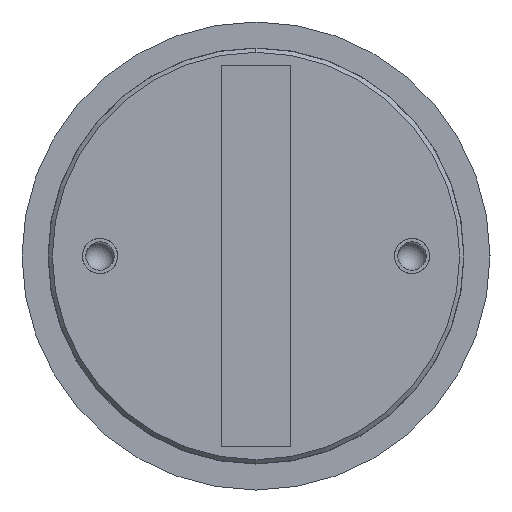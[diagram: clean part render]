
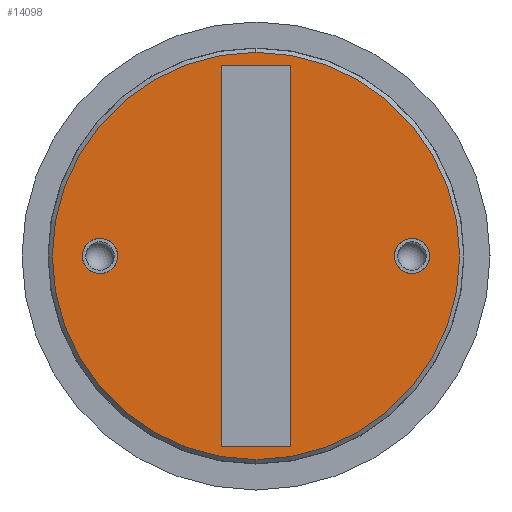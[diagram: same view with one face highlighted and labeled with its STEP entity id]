
A CAD part, left-side view. The second image highlights one B-rep face of the part: STEP entity #14098.
In plain terms, the highlighted planar face has unit normal (-1, 0, 0).
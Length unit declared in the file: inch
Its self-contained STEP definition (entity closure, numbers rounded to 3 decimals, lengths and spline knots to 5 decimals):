
#24 = ORIENTED_EDGE ( 'NONE', *, *, #9050, .T. ) ;
#34 = EDGE_LOOP ( 'NONE', ( #12768, #106 ) ) ;
#106 = ORIENTED_EDGE ( 'NONE', *, *, #10737, .F. ) ;
#136 = CARTESIAN_POINT ( 'NONE',  ( -2.2345, 0., 0.682 ) ) ;
#481 = DIRECTION ( 'NONE',  ( -1., 0., 0. ) ) ;
#522 = CARTESIAN_POINT ( 'NONE',  ( -2.2345, 0., -0.75 ) ) ;
#649 = AXIS2_PLACEMENT_3D ( 'NONE', #14248, #13169, #6549 ) ;
#667 = CIRCLE ( 'NONE', #6311, 0.125 ) ;
#677 = CARTESIAN_POINT ( 'NONE',  ( -2.2345, 0., 0.75 ) ) ;
#700 = AXIS2_PLACEMENT_3D ( 'NONE', #1490, #2261, #13157 ) ;
#818 = CARTESIAN_POINT ( 'NONE',  ( -2.2345, 0., 0.75 ) ) ;
#1035 = EDGE_CURVE ( 'NONE', #3714, #12243, #10051, .T. ) ;
#1454 = CARTESIAN_POINT ( 'NONE',  ( -2.2345, 0., -0.682 ) ) ;
#1490 = CARTESIAN_POINT ( 'NONE',  ( -2.2345, -1.125, 0. ) ) ;
#1622 = VERTEX_POINT ( 'NONE', #11259 ) ;
#1960 = DIRECTION ( 'NONE',  ( 0., 0., 1. ) ) ;
#2036 = AXIS2_PLACEMENT_3D ( 'NONE', #522, #3954, #8894 ) ;
#2084 = ORIENTED_EDGE ( 'NONE', *, *, #1035, .F. ) ;
#2149 = CARTESIAN_POINT ( 'NONE',  ( -2.2345, 0., -0.818 ) ) ;
#2224 = VERTEX_POINT ( 'NONE', #11664 ) ;
#2261 = DIRECTION ( 'NONE',  ( -1., 0., 0. ) ) ;
#2366 = ORIENTED_EDGE ( 'NONE', *, *, #8760, .F. ) ;
#2621 = ORIENTED_EDGE ( 'NONE', *, *, #10517, .F. ) ;
#2691 = DIRECTION ( 'NONE',  ( 0., 0., 1. ) ) ;
#2698 = CARTESIAN_POINT ( 'NONE',  ( -2.2345, 0., 0.818 ) ) ;
#2888 = DIRECTION ( 'NONE',  ( 0., 0., 1. ) ) ;
#2949 = PLANE ( 'NONE',  #6051 ) ;
#3602 = CIRCLE ( 'NONE', #8318, 0.125 ) ;
#3617 = DIRECTION ( 'NONE',  ( 0., 0., -1. ) ) ;
#3714 = VERTEX_POINT ( 'NONE', #2149 ) ;
#3861 = VERTEX_POINT ( 'NONE', #9951 ) ;
#3954 = DIRECTION ( 'NONE',  ( -1., 0., 0. ) ) ;
#4032 = DIRECTION ( 'NONE',  ( 0., 0., 1. ) ) ;
#4188 = ORIENTED_EDGE ( 'NONE', *, *, #6383, .F. ) ;
#4214 = EDGE_LOOP ( 'NONE', ( #2621, #2366 ) ) ;
#4281 = ORIENTED_EDGE ( 'NONE', *, *, #10743, .F. ) ;
#4422 = FACE_BOUND ( 'NONE', #11859, .T. ) ;
#4472 = CARTESIAN_POINT ( 'NONE',  ( -2.2345, 1.125, 0. ) ) ;
#4585 = VERTEX_POINT ( 'NONE', #13076 ) ;
#5099 = CARTESIAN_POINT ( 'NONE',  ( -2.2345, -1.125, 0.125 ) ) ;
#5571 = EDGE_CURVE ( 'NONE', #1622, #4585, #9589, .T. ) ;
#5756 = DIRECTION ( 'NONE',  ( 0., 0., 1. ) ) ;
#5945 = AXIS2_PLACEMENT_3D ( 'NONE', #677, #12680, #2888 ) ;
#5976 = CARTESIAN_POINT ( 'NONE',  ( -2.2345, 0., -0.75 ) ) ;
#6051 = AXIS2_PLACEMENT_3D ( 'NONE', #6737, #6150, #3617 ) ;
#6052 = VERTEX_POINT ( 'NONE', #136 ) ;
#6150 = DIRECTION ( 'NONE',  ( 1., 0., 0. ) ) ;
#6311 = AXIS2_PLACEMENT_3D ( 'NONE', #9581, #14118, #1960 ) ;
#6383 = EDGE_CURVE ( 'NONE', #7495, #2224, #9771, .T. ) ;
#6549 = DIRECTION ( 'NONE',  ( 0., 0., -1. ) ) ;
#6737 = CARTESIAN_POINT ( 'NONE',  ( -2.2345, 0., 0. ) ) ;
#7027 = DIRECTION ( 'NONE',  ( -1., 0., 0. ) ) ;
#7145 = CIRCLE ( 'NONE', #10269, 0.068 ) ;
#7486 = ORIENTED_EDGE ( 'NONE', *, *, #5571, .T. ) ;
#7489 = CIRCLE ( 'NONE', #9873, 0.068 ) ;
#7495 = VERTEX_POINT ( 'NONE', #5099 ) ;
#7561 = VERTEX_POINT ( 'NONE', #2698 ) ;
#7669 = EDGE_CURVE ( 'NONE', #2224, #7495, #667, .T. ) ;
#7780 = EDGE_LOOP ( 'NONE', ( #7486, #24 ) ) ;
#8021 = EDGE_LOOP ( 'NONE', ( #4281, #2084 ) ) ;
#8206 = EDGE_CURVE ( 'NONE', #8784, #3861, #12508, .T. ) ;
#8318 = AXIS2_PLACEMENT_3D ( 'NONE', #11481, #481, #11528 ) ;
#8337 = DIRECTION ( 'NONE',  ( -1., 0., 0. ) ) ;
#8760 = EDGE_CURVE ( 'NONE', #6052, #7561, #12332, .T. ) ;
#8784 = VERTEX_POINT ( 'NONE', #13450 ) ;
#8894 = DIRECTION ( 'NONE',  ( 0., 0., 1. ) ) ;
#9050 = EDGE_CURVE ( 'NONE', #4585, #1622, #9101, .T. ) ;
#9101 = CIRCLE ( 'NONE', #13587, 1.4685 ) ;
#9548 = AXIS2_PLACEMENT_3D ( 'NONE', #4472, #14058, #5756 ) ;
#9581 = CARTESIAN_POINT ( 'NONE',  ( -2.2345, -1.125, 0. ) ) ;
#9589 = CIRCLE ( 'NONE', #649, 1.4685 ) ;
#9593 = DIRECTION ( 'NONE',  ( -1., 0., 0. ) ) ;
#9771 = CIRCLE ( 'NONE', #700, 0.125 ) ;
#9873 = AXIS2_PLACEMENT_3D ( 'NONE', #818, #9593, #4032 ) ;
#9951 = CARTESIAN_POINT ( 'NONE',  ( -2.2345, 1.125, -0.125 ) ) ;
#10051 = CIRCLE ( 'NONE', #2036, 0.068 ) ;
#10187 = FACE_OUTER_BOUND ( 'NONE', #7780, .T. ) ;
#10269 = AXIS2_PLACEMENT_3D ( 'NONE', #5976, #7027, #2691 ) ;
#10517 = EDGE_CURVE ( 'NONE', #7561, #6052, #7489, .T. ) ;
#10737 = EDGE_CURVE ( 'NONE', #3861, #8784, #3602, .T. ) ;
#10743 = EDGE_CURVE ( 'NONE', #12243, #3714, #7145, .T. ) ;
#11110 = FACE_BOUND ( 'NONE', #34, .T. ) ;
#11259 = CARTESIAN_POINT ( 'NONE',  ( -2.2345, 0., -1.4685 ) ) ;
#11481 = CARTESIAN_POINT ( 'NONE',  ( -2.2345, 1.125, 0. ) ) ;
#11528 = DIRECTION ( 'NONE',  ( 0., 0., 1. ) ) ;
#11664 = CARTESIAN_POINT ( 'NONE',  ( -2.2345, -1.125, -0.125 ) ) ;
#11859 = EDGE_LOOP ( 'NONE', ( #4188, #12945 ) ) ;
#12097 = FACE_BOUND ( 'NONE', #4214, .T. ) ;
#12199 = FACE_BOUND ( 'NONE', #8021, .T. ) ;
#12243 = VERTEX_POINT ( 'NONE', #1454 ) ;
#12332 = CIRCLE ( 'NONE', #5945, 0.068 ) ;
#12468 = DIRECTION ( 'NONE',  ( 0., 0., -1. ) ) ;
#12508 = CIRCLE ( 'NONE', #9548, 0.125 ) ;
#12680 = DIRECTION ( 'NONE',  ( -1., 0., 0. ) ) ;
#12768 = ORIENTED_EDGE ( 'NONE', *, *, #8206, .F. ) ;
#12945 = ORIENTED_EDGE ( 'NONE', *, *, #7669, .F. ) ;
#13076 = CARTESIAN_POINT ( 'NONE',  ( -2.2345, 0., 1.4685 ) ) ;
#13157 = DIRECTION ( 'NONE',  ( 0., 0., 1. ) ) ;
#13169 = DIRECTION ( 'NONE',  ( -1., 0., 0. ) ) ;
#13450 = CARTESIAN_POINT ( 'NONE',  ( -2.2345, 1.125, 0.125 ) ) ;
#13543 = CARTESIAN_POINT ( 'NONE',  ( -2.2345, 0., 0. ) ) ;
#13587 = AXIS2_PLACEMENT_3D ( 'NONE', #13543, #8337, #12468 ) ;
#14058 = DIRECTION ( 'NONE',  ( -1., 0., 0. ) ) ;
#14098 = ADVANCED_FACE ( 'NONE', ( #12199, #12097, #11110, #4422, #10187 ), #2949, .F. ) ;
#14118 = DIRECTION ( 'NONE',  ( -1., 0., 0. ) ) ;
#14248 = CARTESIAN_POINT ( 'NONE',  ( -2.2345, 0., 0. ) ) ;
